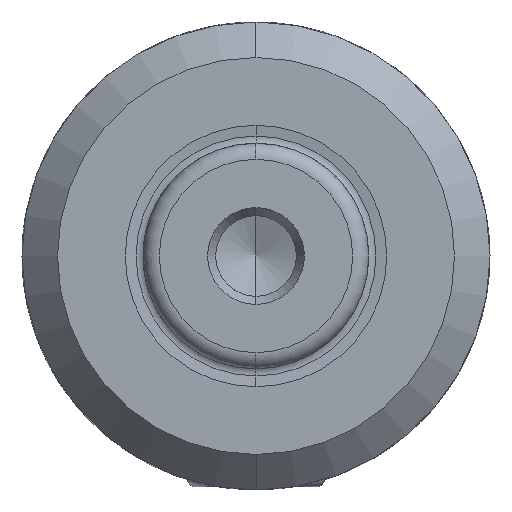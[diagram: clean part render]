
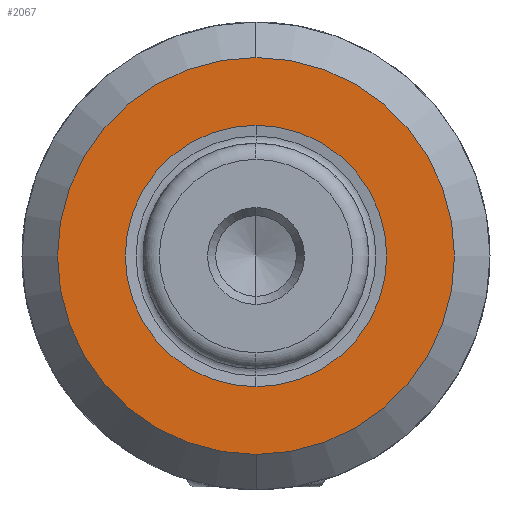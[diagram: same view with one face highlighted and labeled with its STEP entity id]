
A CAD part, left-side view. The second image highlights one B-rep face of the part: STEP entity #2067.
In plain terms, the highlighted planar face has unit normal (-1, 0, 0).
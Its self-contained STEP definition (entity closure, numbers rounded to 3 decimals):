
#1787 = EDGE_LOOP ( 'NONE', ( #19829, #21280 ) ) ;
#2039 = EDGE_LOOP ( 'NONE', ( #14968, #26599 ) ) ;
#2041 = VERTEX_POINT ( 'NONE', #22464 ) ;
#2067 = ADVANCED_FACE ( 'NONE', ( #2360, #18206 ), #7060, .F. ) ;
#2279 = CARTESIAN_POINT ( 'NONE',  ( -53.15, 0., 0. ) ) ;
#2280 = AXIS2_PLACEMENT_3D ( 'NONE', #2279, #6809, #4432 ) ;
#2360 = FACE_BOUND ( 'NONE', #2039, .T. ) ;
#4018 = EDGE_CURVE ( 'NONE', #24265, #13951, #18501, .T. ) ;
#4432 = DIRECTION ( 'NONE',  ( 0., 0., 1. ) ) ;
#4581 = DIRECTION ( 'NONE',  ( -1., 0., 0. ) ) ;
#5024 = DIRECTION ( 'NONE',  ( 0., 0., 1. ) ) ;
#5475 = CARTESIAN_POINT ( 'NONE',  ( -53.15, 0., 12.3 ) ) ;
#6675 = EDGE_CURVE ( 'NONE', #2041, #9419, #24653, .T. ) ;
#6809 = DIRECTION ( 'NONE',  ( -1., 0., 0. ) ) ;
#7060 = PLANE ( 'NONE',  #13390 ) ;
#7488 = CARTESIAN_POINT ( 'NONE',  ( -53.15, 0., 0. ) ) ;
#8389 = DIRECTION ( 'NONE',  ( 0., 0., 1. ) ) ;
#9139 = DIRECTION ( 'NONE',  ( 1., 0., 0. ) ) ;
#9244 = CARTESIAN_POINT ( 'NONE',  ( -53.15, 8.103, 0. ) ) ;
#9419 = VERTEX_POINT ( 'NONE', #5475 ) ;
#9930 = CIRCLE ( 'NONE', #15164, 8.103 ) ;
#10928 = CIRCLE ( 'NONE', #18833, 12.3 ) ;
#10994 = AXIS2_PLACEMENT_3D ( 'NONE', #7488, #16139, #5024 ) ;
#12943 = CARTESIAN_POINT ( 'NONE',  ( -53.15, 0., -8.103 ) ) ;
#13233 = CARTESIAN_POINT ( 'NONE',  ( -53.15, 0., 0. ) ) ;
#13390 = AXIS2_PLACEMENT_3D ( 'NONE', #9244, #9139, #16032 ) ;
#13778 = CARTESIAN_POINT ( 'NONE',  ( -53.15, 0., 0. ) ) ;
#13951 = VERTEX_POINT ( 'NONE', #12943 ) ;
#14968 = ORIENTED_EDGE ( 'NONE', *, *, #4018, .F. ) ;
#15164 = AXIS2_PLACEMENT_3D ( 'NONE', #13233, #28857, #8389 ) ;
#15923 = DIRECTION ( 'NONE',  ( 0., 0., 1. ) ) ;
#16032 = DIRECTION ( 'NONE',  ( 0., 0., -1. ) ) ;
#16139 = DIRECTION ( 'NONE',  ( -1., 0., 0. ) ) ;
#16704 = EDGE_CURVE ( 'NONE', #13951, #24265, #9930, .T. ) ;
#18206 = FACE_OUTER_BOUND ( 'NONE', #1787, .T. ) ;
#18501 = CIRCLE ( 'NONE', #2280, 8.103 ) ;
#18833 = AXIS2_PLACEMENT_3D ( 'NONE', #13778, #4581, #15923 ) ;
#19829 = ORIENTED_EDGE ( 'NONE', *, *, #6675, .T. ) ;
#21280 = ORIENTED_EDGE ( 'NONE', *, *, #25654, .T. ) ;
#22464 = CARTESIAN_POINT ( 'NONE',  ( -53.15, 0., -12.3 ) ) ;
#24265 = VERTEX_POINT ( 'NONE', #28929 ) ;
#24653 = CIRCLE ( 'NONE', #10994, 12.3 ) ;
#25654 = EDGE_CURVE ( 'NONE', #9419, #2041, #10928, .T. ) ;
#26599 = ORIENTED_EDGE ( 'NONE', *, *, #16704, .F. ) ;
#28857 = DIRECTION ( 'NONE',  ( -1., 0., 0. ) ) ;
#28929 = CARTESIAN_POINT ( 'NONE',  ( -53.15, 0., 8.103 ) ) ;
